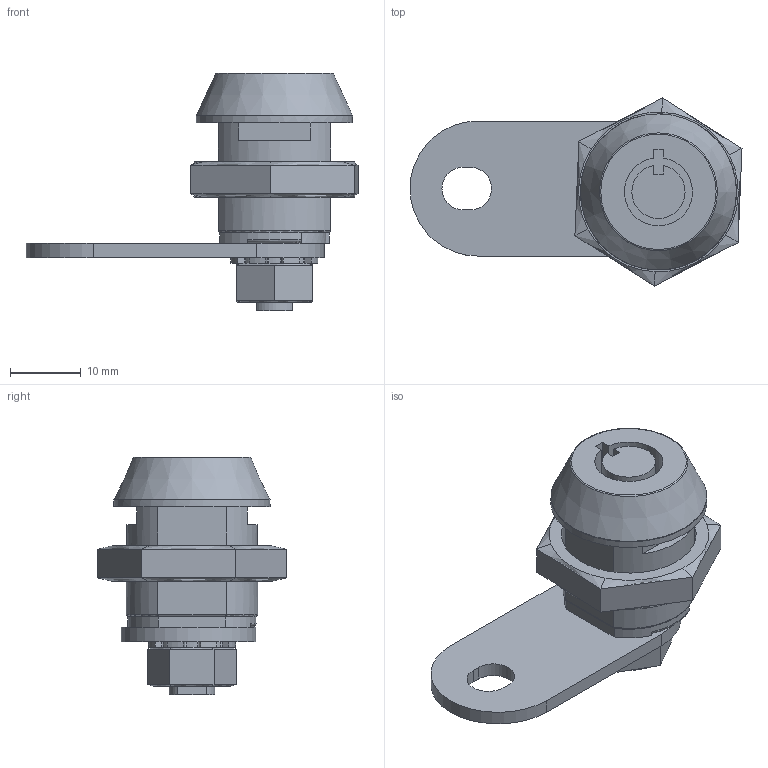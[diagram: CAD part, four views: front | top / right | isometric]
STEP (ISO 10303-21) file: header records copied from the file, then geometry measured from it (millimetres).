
FILE_DESCRIPTION(/* description */ (''),/* implementation_level */ '2;1');
FILE_NAME(/* name */ 'KC-23.stp',/* time_stamp */ '2023-07-14T10:13:37+09:00',/* author */ ('user'),/* organization */ (''),/* preprocessor_version */ 'ST-DEVELOPER v15.6',/* originating_system */ 'Autodesk Inventor 2015',/* authorisation */ '');
FILE_SCHEMA (('AUTOMOTIVE_DESIGN { 1 0 10303 214 3 1 1 }'));
Length unit declared in the file: millimetre
Products named in the file (6): 본체; DIN 6797 - A 7.4; 날개; M7-NUT; M19-NUT; KC-23
Bounding box: 46.77 x 26.53 x 33.5 mm (x, y, z)
Volume: 8623.7 mm3; surface area: 6387.8 mm2
Topology: 5 solids, 5 shells, 165 faces, 412 edges, 263 vertices
Faces by surface type: plane 75, cylinder 57, bspline 24, torus 5, cone 4
Full cylindrical faces by diameter (mm): 7 x1, 7.4 x1, 14.5 x1, 19 x2, 22 x1
Entity records: 5514 total; most frequent: CARTESIAN_POINT 1359, DIRECTION 847, ORIENTED_EDGE 794, EDGE_CURVE 397, AXIS2_PLACEMENT_3D 304, VERTEX_POINT 260, LINE 239, VECTOR 239
